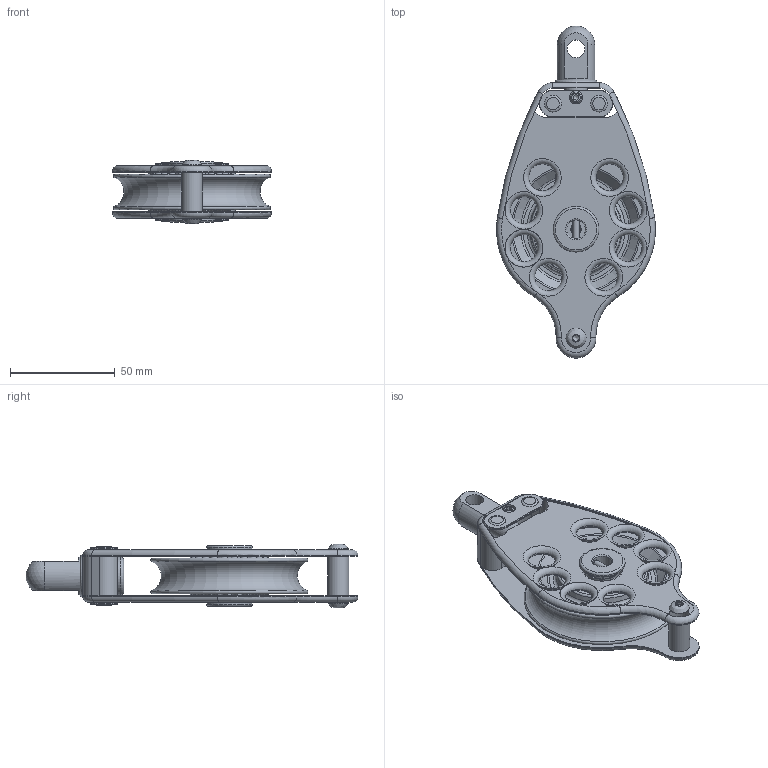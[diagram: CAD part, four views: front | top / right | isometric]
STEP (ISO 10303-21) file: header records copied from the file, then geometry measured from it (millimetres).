
FILE_DESCRIPTION(/* description */ (''),/* implementation_level */ '2;1');
FILE_NAME(/* name */ 'S0702.stp',/* time_stamp */ '2020-01-19T12:28:42+01:00',/* author */ ('francesca'),/* organization */ (''),/* preprocessor_version */ 'ST-DEVELOPER v16.5',/* originating_system */ 'Autodesk Inventor 2017',/* authorisation */ '');
FILE_SCHEMA (('CONFIG_CONTROL_DESIGN'));
Length unit declared in the file: millimetre
Products named in the file (1): 17092213
Bounding box: 75.98 x 158.6 x 30.5 mm (x, y, z)
Volume: 108330.1 mm3; surface area: 51604.4 mm2
Topology: 2 solids, 2 shells, 355 faces, 804 edges, 513 vertices
Faces by surface type: cylinder 100, plane 97, torus 79, sphere 45, cone 32, bspline 2
Full cylindrical faces by diameter (mm): 3 x1, 3.05 x2, 4.2 x2, 5 x3, 5.25 x1, 6.2 x2, 6.25 x2, 6.5 x2, 8.5 x2, 9 x2, 9.8 x1, 10 x1, 10.4 x1, 11 x1, 13 x18, 15.5 x2, 15.7 x1, 18 x2, 19.9 x1, 20 x1, 21.8 x2, 25 x2
Entity records: 9379 total; most frequent: CARTESIAN_POINT 1967, DIRECTION 1672, ORIENTED_EDGE 1228, AXIS2_PLACEMENT_3D 761, EDGE_CURVE 614, EDGE_LOOP 606, VERTEX_POINT 460, CIRCLE 401
